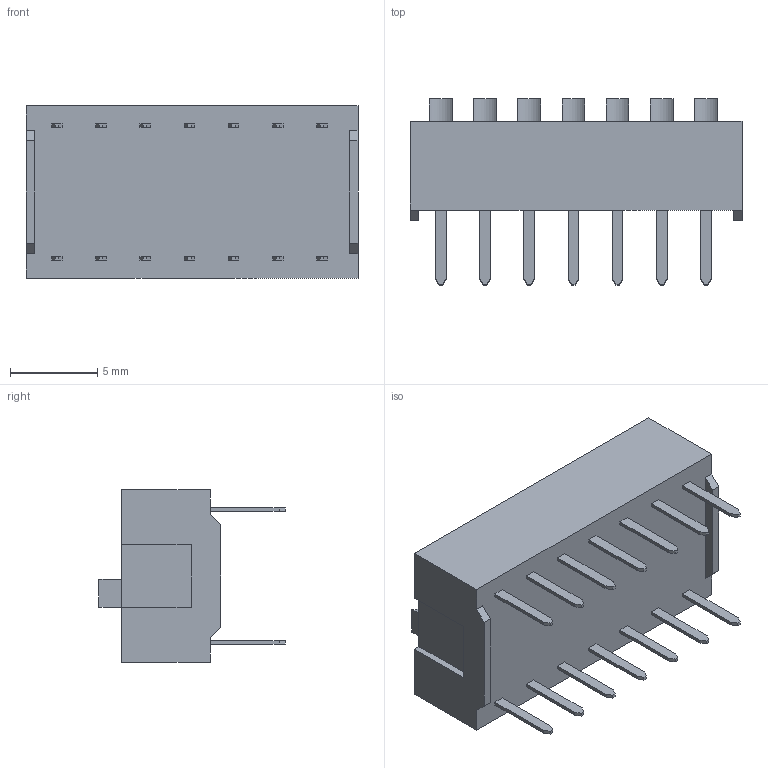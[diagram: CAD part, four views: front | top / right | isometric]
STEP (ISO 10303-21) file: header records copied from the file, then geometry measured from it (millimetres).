
FILE_DESCRIPTION (( 'STEP AP214' ), '1' );
FILE_NAME ('User Library-DIP-Switch.STEP', '2010-11-04T08:33:07', ( 'Solidworks' ), ( 'Solidworks' ), 'SwSTEP 2.0', 'SolidWorks 2010', '' );
FILE_SCHEMA (( 'AUTOMOTIVE_DESIGN' ));
Length unit declared in the file: millimetre
Products named in the file (1): User Library-DIP-Switch
Bounding box: 19.08 x 10.7 x 9.9 mm (x, y, z)
Volume: 966 mm3; surface area: 901.4 mm2
Topology: 1 solids, 1 shells, 397 faces, 1046 edges, 688 vertices
Faces by surface type: plane 268, bspline 108, cylinder 21
Entity records: 22999 total; most frequent: CARTESIAN_POINT 9488, ORIENTED_EDGE 2092, DIRECTION 1452, EDGE_CURVE 1046, LINE 788, VECTOR 788, VERTEX_POINT 688, EDGE_LOOP 434
